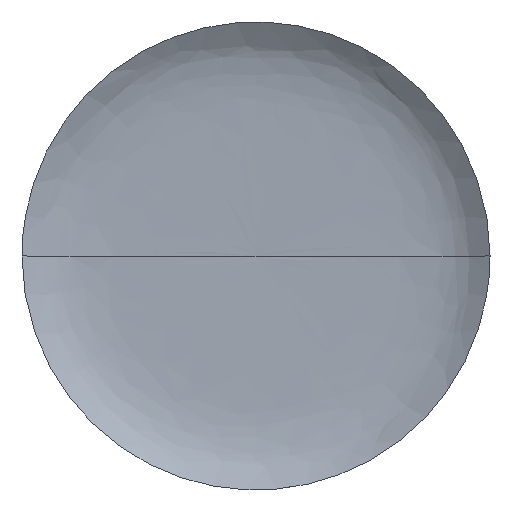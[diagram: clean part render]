
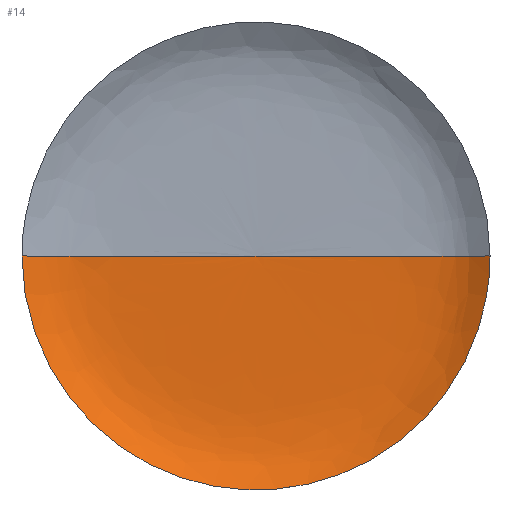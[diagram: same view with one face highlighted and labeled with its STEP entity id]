
A CAD part, top view. The second image highlights one B-rep face of the part: STEP entity #14.
In plain terms, the highlighted free-form (B-spline) face has degree [2, 3] with [5, 9] control points.
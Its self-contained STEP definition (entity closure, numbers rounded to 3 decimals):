
#14=ADVANCED_FACE('',(#22),#106,.T.);
#22=FACE_OUTER_BOUND('',#30,.T.);
#30=EDGE_LOOP('',(#38,#39,#40));
#38=ORIENTED_EDGE('',*,*,#75,.T.);
#39=ORIENTED_EDGE('',*,*,#67,.F.);
#40=ORIENTED_EDGE('',*,*,#68,.T.);
#67=EDGE_CURVE('',#96,#95,#89,.T.);
#68=EDGE_CURVE('',#96,#101,#80,.T.);
#75=EDGE_CURVE('',#101,#95,#91,.T.);
#80=(
BOUNDED_CURVE()
B_SPLINE_CURVE(2,(#367,#368,#369,#370,#371),.UNSPECIFIED.,.F.,.F.)
B_SPLINE_CURVE_WITH_KNOTS((3,2,3),(0.,25.604,51.208),
 .UNSPECIFIED.)
CURVE()
GEOMETRIC_REPRESENTATION_ITEM()
RATIONAL_B_SPLINE_CURVE((1.,0.707,1.,0.707,1.))
REPRESENTATION_ITEM('')
);
#89=B_SPLINE_CURVE_WITH_KNOTS('',3,(#358,#359,#360,#361,#362,#363,#364,
#365,#366),.UNSPECIFIED.,.F.,.F.,(4,1,1,1,1,1,4),(50.205,53.146,
56.087,59.028,61.969,64.909,67.85),
 .UNSPECIFIED.);
#91=B_SPLINE_CURVE_WITH_KNOTS('',3,(#400,#401,#402,#403,#404,#405,#406,
#407,#408),.UNSPECIFIED.,.F.,.F.,(4,1,1,1,1,1,4),(50.205,53.146,
56.087,59.028,61.969,64.909,67.85),
 .UNSPECIFIED.);
#95=VERTEX_POINT('',#347);
#96=VERTEX_POINT('',#348);
#101=VERTEX_POINT('',#353);
#106=(
BOUNDED_SURFACE()
B_SPLINE_SURFACE(2,3,((#212,#213,#214,#215,#216,#217,#218,#219,#220),(#221,
#222,#223,#224,#225,#226,#227,#228,#229),(#230,#231,#232,#233,#234,#235,
#236,#237,#238),(#239,#240,#241,#242,#243,#244,#245,#246,#247),(#248,#249,
#250,#251,#252,#253,#254,#255,#256)),.UNSPECIFIED.,.F.,.F.,.F.)
B_SPLINE_SURFACE_WITH_KNOTS((3,2,3),(4,1,1,1,1,1,4),(0.,25.604,
51.208),(50.205,53.146,56.087,59.028,
61.969,64.909,67.85),.UNSPECIFIED.)
GEOMETRIC_REPRESENTATION_ITEM()
RATIONAL_B_SPLINE_SURFACE(((1.,1.,1.,1.,1.,1.,1.,1.,1.),(0.707,
0.707,0.707,0.707,0.707,
0.707,0.707,0.707,0.707),
(1.,1.,1.,1.,1.,1.,1.,1.,1.),(0.707,0.707,0.707,
0.707,0.707,0.707,0.707,
0.707,0.707),(1.,1.,1.,1.,1.,1.,1.,1.,1.)))
REPRESENTATION_ITEM('')
SURFACE()
);
#212=CARTESIAN_POINT('',(-16.3,0.,2.351));
#213=CARTESIAN_POINT('',(-15.58,0.,1.878));
#214=CARTESIAN_POINT('',(-14.775,0.,1.427));
#215=CARTESIAN_POINT('',(-13.83,0.,1.084));
#216=CARTESIAN_POINT('',(-12.606,0.,0.858));
#217=CARTESIAN_POINT('',(-11.285,0.,0.686));
#218=CARTESIAN_POINT('',(-7.908,0.,0.634));
#219=CARTESIAN_POINT('',(-0.529,0.,0.557));
#220=CARTESIAN_POINT('',(0.,0.,0.531));
#221=CARTESIAN_POINT('',(-16.3,-16.3,2.351));
#222=CARTESIAN_POINT('',(-15.58,-15.58,1.878));
#223=CARTESIAN_POINT('',(-14.775,-14.775,1.427));
#224=CARTESIAN_POINT('',(-13.83,-13.83,1.084));
#225=CARTESIAN_POINT('',(-12.606,-12.606,0.858));
#226=CARTESIAN_POINT('',(-11.285,-11.285,0.686));
#227=CARTESIAN_POINT('',(-7.908,-7.908,0.634));
#228=CARTESIAN_POINT('',(-0.529,-0.529,0.557));
#229=CARTESIAN_POINT('',(0.,0.,0.531));
#230=CARTESIAN_POINT('',(0.,-16.3,2.351));
#231=CARTESIAN_POINT('',(0.,-15.58,1.878));
#232=CARTESIAN_POINT('',(0.,-14.775,1.427));
#233=CARTESIAN_POINT('',(0.,-13.83,1.084));
#234=CARTESIAN_POINT('',(0.,-12.606,0.858));
#235=CARTESIAN_POINT('',(0.,-11.285,0.686));
#236=CARTESIAN_POINT('',(0.,-7.908,0.634));
#237=CARTESIAN_POINT('',(0.,-0.529,0.557));
#238=CARTESIAN_POINT('',(0.,0.,0.531));
#239=CARTESIAN_POINT('',(16.3,-16.3,2.351));
#240=CARTESIAN_POINT('',(15.58,-15.58,1.878));
#241=CARTESIAN_POINT('',(14.775,-14.775,1.427));
#242=CARTESIAN_POINT('',(13.83,-13.83,1.084));
#243=CARTESIAN_POINT('',(12.606,-12.606,0.858));
#244=CARTESIAN_POINT('',(11.285,-11.285,0.686));
#245=CARTESIAN_POINT('',(7.908,-7.908,0.634));
#246=CARTESIAN_POINT('',(0.529,-0.529,0.557));
#247=CARTESIAN_POINT('',(0.,0.,0.531));
#248=CARTESIAN_POINT('',(16.3,0.,2.351));
#249=CARTESIAN_POINT('',(15.58,0.,1.878));
#250=CARTESIAN_POINT('',(14.775,0.,1.427));
#251=CARTESIAN_POINT('',(13.83,0.,1.084));
#252=CARTESIAN_POINT('',(12.606,0.,0.858));
#253=CARTESIAN_POINT('',(11.285,0.,0.686));
#254=CARTESIAN_POINT('',(7.908,0.,0.634));
#255=CARTESIAN_POINT('',(0.529,0.,0.557));
#256=CARTESIAN_POINT('',(0.,0.,0.531));
#347=CARTESIAN_POINT('',(0.,0.,0.531));
#348=CARTESIAN_POINT('',(-16.3,0.,2.351));
#353=CARTESIAN_POINT('',(16.3,0.,2.351));
#358=CARTESIAN_POINT('',(-16.3,0.,2.351));
#359=CARTESIAN_POINT('',(-15.58,0.,1.878));
#360=CARTESIAN_POINT('',(-14.775,0.,1.427));
#361=CARTESIAN_POINT('',(-13.83,0.,1.084));
#362=CARTESIAN_POINT('',(-12.606,0.,0.858));
#363=CARTESIAN_POINT('',(-11.285,0.,0.686));
#364=CARTESIAN_POINT('',(-7.908,0.,0.634));
#365=CARTESIAN_POINT('',(-0.529,0.,0.557));
#366=CARTESIAN_POINT('',(0.,0.,0.531));
#367=CARTESIAN_POINT('',(-16.3,0.,2.351));
#368=CARTESIAN_POINT('',(-16.3,-16.3,2.351));
#369=CARTESIAN_POINT('',(0.,-16.3,2.351));
#370=CARTESIAN_POINT('',(16.3,-16.3,2.351));
#371=CARTESIAN_POINT('',(16.3,0.,2.351));
#400=CARTESIAN_POINT('',(16.3,0.,2.351));
#401=CARTESIAN_POINT('',(15.58,0.,1.878));
#402=CARTESIAN_POINT('',(14.775,0.,1.427));
#403=CARTESIAN_POINT('',(13.83,0.,1.084));
#404=CARTESIAN_POINT('',(12.606,0.,0.858));
#405=CARTESIAN_POINT('',(11.285,0.,0.686));
#406=CARTESIAN_POINT('',(7.908,0.,0.634));
#407=CARTESIAN_POINT('',(0.529,0.,0.557));
#408=CARTESIAN_POINT('',(0.,0.,0.531));
